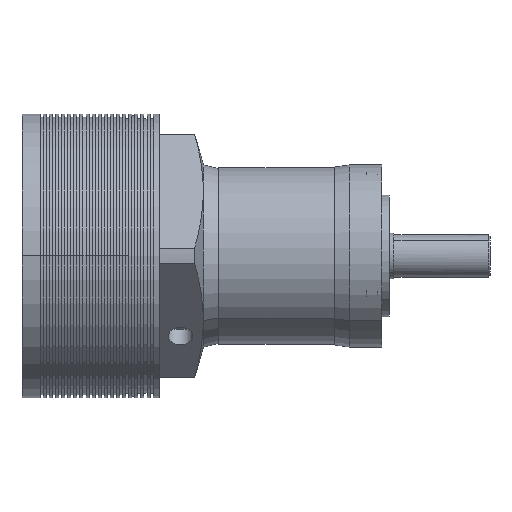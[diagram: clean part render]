
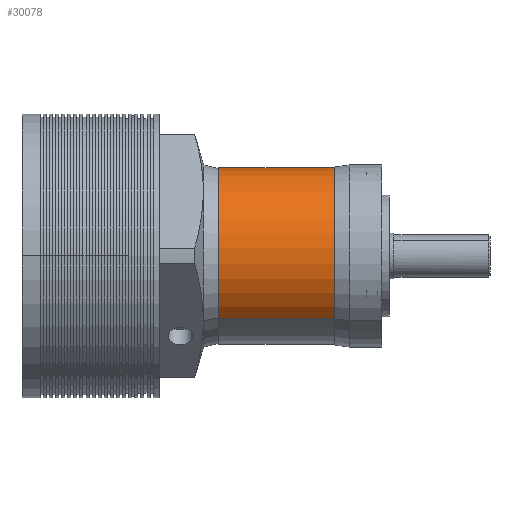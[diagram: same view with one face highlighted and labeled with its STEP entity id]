
A CAD part, top view. The second image highlights one B-rep face of the part: STEP entity #30078.
In plain terms, the highlighted cylindrical face has radius 29 mm (diameter 58 mm), a partial arc.
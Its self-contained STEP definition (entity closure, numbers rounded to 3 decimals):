
#753 = VERTEX_POINT ( 'NONE', #9806 ) ;
#1582 = AXIS2_PLACEMENT_3D ( 'NONE', #3542, #14040, #6242 ) ;
#2420 = CIRCLE ( 'NONE', #21294, 29. ) ;
#3542 = CARTESIAN_POINT ( 'NONE',  ( 81.857, 0., 0. ) ) ;
#5013 = VERTEX_POINT ( 'NONE', #13389 ) ;
#5240 = CIRCLE ( 'NONE', #17548, 29. ) ;
#5435 = DIRECTION ( 'NONE',  ( -1., 0., 0. ) ) ;
#5762 = DIRECTION ( 'NONE',  ( 0., 0.707, -0.707 ) ) ;
#6242 = DIRECTION ( 'NONE',  ( 0., -0.707, 0.707 ) ) ;
#6440 = ORIENTED_EDGE ( 'NONE', *, *, #13438, .T. ) ;
#9240 = EDGE_CURVE ( 'NONE', #5013, #15494, #20013, .T. ) ;
#9806 = CARTESIAN_POINT ( 'NONE',  ( 43.857, -20.506, 20.506 ) ) ;
#10987 = DIRECTION ( 'NONE',  ( 1., 0., 0. ) ) ;
#12288 = FACE_OUTER_BOUND ( 'NONE', #15957, .T. ) ;
#13013 = ORIENTED_EDGE ( 'NONE', *, *, #9240, .T. ) ;
#13147 = CARTESIAN_POINT ( 'NONE',  ( 81.857, 20.506, -20.506 ) ) ;
#13389 = CARTESIAN_POINT ( 'NONE',  ( 81.857, 20.506, -20.506 ) ) ;
#13438 = EDGE_CURVE ( 'NONE', #15494, #753, #2420, .T. ) ;
#14040 = DIRECTION ( 'NONE',  ( -1., 0., 0. ) ) ;
#15418 = VERTEX_POINT ( 'NONE', #18715 ) ;
#15494 = VERTEX_POINT ( 'NONE', #26723 ) ;
#15957 = EDGE_LOOP ( 'NONE', ( #32457, #13013, #6440, #19549 ) ) ;
#15984 = CARTESIAN_POINT ( 'NONE',  ( 43.857, 0., 0. ) ) ;
#17204 = CARTESIAN_POINT ( 'NONE',  ( 81.857, 0., 0. ) ) ;
#17548 = AXIS2_PLACEMENT_3D ( 'NONE', #17204, #27879, #27656 ) ;
#18715 = CARTESIAN_POINT ( 'NONE',  ( 81.857, -20.506, 20.506 ) ) ;
#19263 = CYLINDRICAL_SURFACE ( 'NONE', #1582, 29. ) ;
#19549 = ORIENTED_EDGE ( 'NONE', *, *, #24319, .F. ) ;
#20013 = LINE ( 'NONE', #13147, #33988 ) ;
#20945 = LINE ( 'NONE', #21281, #29170 ) ;
#21281 = CARTESIAN_POINT ( 'NONE',  ( 81.857, -20.506, 20.506 ) ) ;
#21294 = AXIS2_PLACEMENT_3D ( 'NONE', #15984, #10987, #5762 ) ;
#24319 = EDGE_CURVE ( 'NONE', #15418, #753, #20945, .T. ) ;
#26723 = CARTESIAN_POINT ( 'NONE',  ( 43.857, 20.506, -20.506 ) ) ;
#27656 = DIRECTION ( 'NONE',  ( 0., -0.707, 0.707 ) ) ;
#27879 = DIRECTION ( 'NONE',  ( 1., 0., 0. ) ) ;
#28568 = DIRECTION ( 'NONE',  ( -1., 0., 0. ) ) ;
#29170 = VECTOR ( 'NONE', #5435, 1000. ) ;
#30078 = ADVANCED_FACE ( 'NONE', ( #12288 ), #19263, .T. ) ;
#32457 = ORIENTED_EDGE ( 'NONE', *, *, #33251, .F. ) ;
#33251 = EDGE_CURVE ( 'NONE', #5013, #15418, #5240, .T. ) ;
#33988 = VECTOR ( 'NONE', #28568, 1000. ) ;
